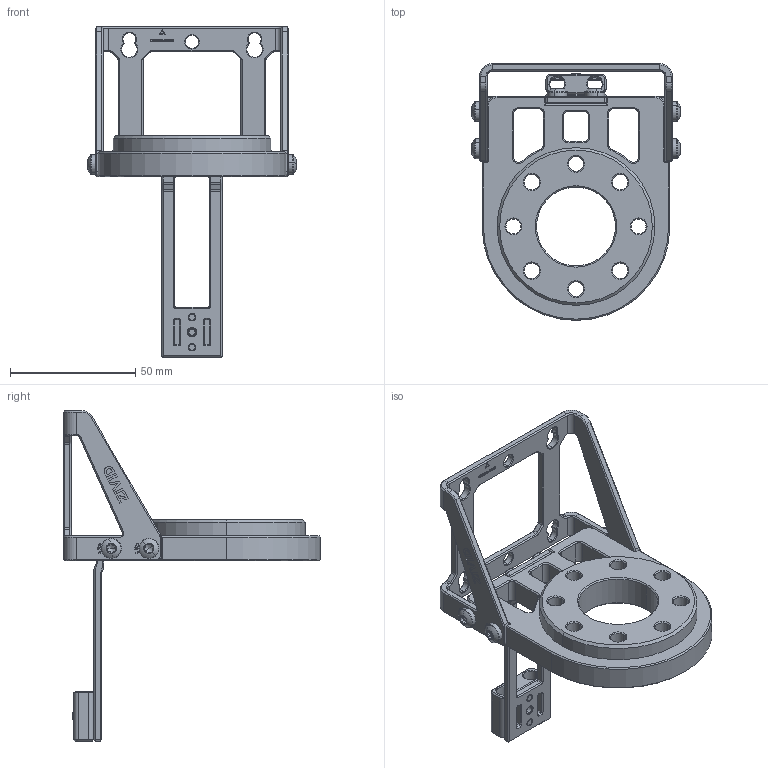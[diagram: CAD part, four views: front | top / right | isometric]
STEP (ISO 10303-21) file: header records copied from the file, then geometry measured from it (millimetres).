
FILE_DESCRIPTION (( 'STEP AP214' ), '1' );
FILE_NAME ('Zivid On-Arm OA111.STEP', '2022-01-31T13:17:23', ( '' ), ( '' ), 'SwSTEP 2.0', 'SolidWorks 2021', '' );
FILE_SCHEMA (( 'AUTOMOTIVE_DESIGN' ));
Length unit declared in the file: millimetre
Products named in the file (1): Zivid On-Arm OA111
Bounding box: 83.2 x 102.5 x 132 mm (x, y, z)
Volume: 66927.1 mm3; surface area: 35658.1 mm2
Topology: 10 solids, 10 shells, 1881 faces, 4606 edges, 2779 vertices
Faces by surface type: plane 743, cylinder 403, cone 389, bspline 286, torus 60
Entity records: 80126 total; most frequent: CARTESIAN_POINT 17123, ORIENTED_EDGE 9128, DIRECTION 8214, EDGE_CURVE 4564, AXIS2_PLACEMENT_3D 3092, VERTEX_POINT 2779, VECTOR 2030, LINE 2030
